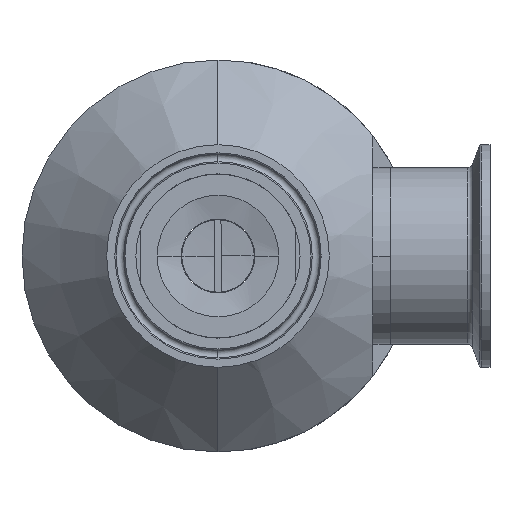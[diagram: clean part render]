
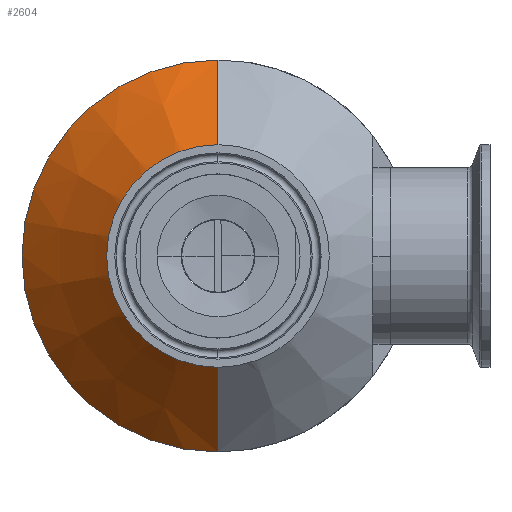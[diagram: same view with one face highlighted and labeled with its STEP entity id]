
A CAD part, front view. The second image highlights one B-rep face of the part: STEP entity #2604.
In plain terms, the highlighted conical face has half-angle 45 degrees and reference radius 56.274 mm.
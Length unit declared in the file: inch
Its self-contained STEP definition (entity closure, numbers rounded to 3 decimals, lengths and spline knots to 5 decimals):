
#269 = ORIENTED_EDGE ( 'NONE', *, *, #3941, .T. ) ;
#316 = CARTESIAN_POINT ( 'NONE',  ( 0., -2.7995, 1.004 ) ) ;
#530 = CIRCLE ( 'NONE', #4597, 2.2155 ) ;
#784 = VERTEX_POINT ( 'NONE', #5704 ) ;
#836 = ORIENTED_EDGE ( 'NONE', *, *, #3473, .F. ) ;
#1006 = FACE_OUTER_BOUND ( 'NONE', #5279, .T. ) ;
#1594 = AXIS2_PLACEMENT_3D ( 'NONE', #4093, #3195, #4908 ) ;
#1605 = DIRECTION ( 'NONE',  ( 0., 0.707, 0.707 ) ) ;
#1682 = ORIENTED_EDGE ( 'NONE', *, *, #6651, .F. ) ;
#1852 = AXIS2_PLACEMENT_3D ( 'NONE', #4945, #4882, #1857 ) ;
#1857 = DIRECTION ( 'NONE',  ( 0., 0., 1. ) ) ;
#1929 = DIRECTION ( 'NONE',  ( 0., 1., 0. ) ) ;
#2114 = VERTEX_POINT ( 'NONE', #316 ) ;
#2186 = LINE ( 'NONE', #4230, #4210 ) ;
#2604 = ADVANCED_FACE ( 'NONE', ( #1006 ), #3987, .T. ) ;
#3058 = LINE ( 'NONE', #4137, #5778 ) ;
#3195 = DIRECTION ( 'NONE',  ( 0., 1., 0. ) ) ;
#3468 = CARTESIAN_POINT ( 'NONE',  ( 0., -2.7995, -1.004 ) ) ;
#3473 = EDGE_CURVE ( 'NONE', #6593, #784, #2186, .T. ) ;
#3485 = EDGE_CURVE ( 'NONE', #6593, #2114, #6184, .T. ) ;
#3578 = CARTESIAN_POINT ( 'NONE',  ( 0., -1.588, 2.2155 ) ) ;
#3941 = EDGE_CURVE ( 'NONE', #2114, #5572, #3058, .T. ) ;
#3987 = CONICAL_SURFACE ( 'NONE', #1852, 2.2155, 0.785 ) ;
#4093 = CARTESIAN_POINT ( 'NONE',  ( 0., -2.7995, 0. ) ) ;
#4137 = CARTESIAN_POINT ( 'NONE',  ( 0., -1.588, 2.2155 ) ) ;
#4210 = VECTOR ( 'NONE', #4740, 39.37008 ) ;
#4230 = CARTESIAN_POINT ( 'NONE',  ( 0., -1.588, -2.2155 ) ) ;
#4597 = AXIS2_PLACEMENT_3D ( 'NONE', #5026, #1929, #5525 ) ;
#4740 = DIRECTION ( 'NONE',  ( 0., 0.707, -0.707 ) ) ;
#4882 = DIRECTION ( 'NONE',  ( 0., 1., 0. ) ) ;
#4908 = DIRECTION ( 'NONE',  ( 0., 0., 1. ) ) ;
#4945 = CARTESIAN_POINT ( 'NONE',  ( 0., -1.588, 0. ) ) ;
#5026 = CARTESIAN_POINT ( 'NONE',  ( 0., -1.588, 0. ) ) ;
#5279 = EDGE_LOOP ( 'NONE', ( #836, #6587, #269, #1682 ) ) ;
#5525 = DIRECTION ( 'NONE',  ( 0., 0., 1. ) ) ;
#5572 = VERTEX_POINT ( 'NONE', #3578 ) ;
#5704 = CARTESIAN_POINT ( 'NONE',  ( 0., -1.588, -2.2155 ) ) ;
#5778 = VECTOR ( 'NONE', #1605, 39.37008 ) ;
#6184 = CIRCLE ( 'NONE', #1594, 1.004 ) ;
#6587 = ORIENTED_EDGE ( 'NONE', *, *, #3485, .T. ) ;
#6593 = VERTEX_POINT ( 'NONE', #3468 ) ;
#6651 = EDGE_CURVE ( 'NONE', #784, #5572, #530, .T. ) ;
